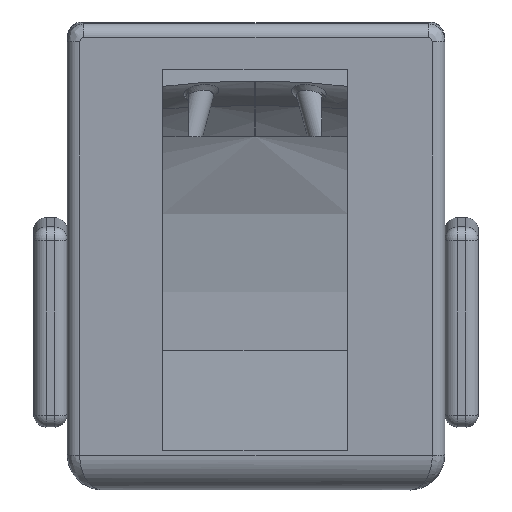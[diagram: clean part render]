
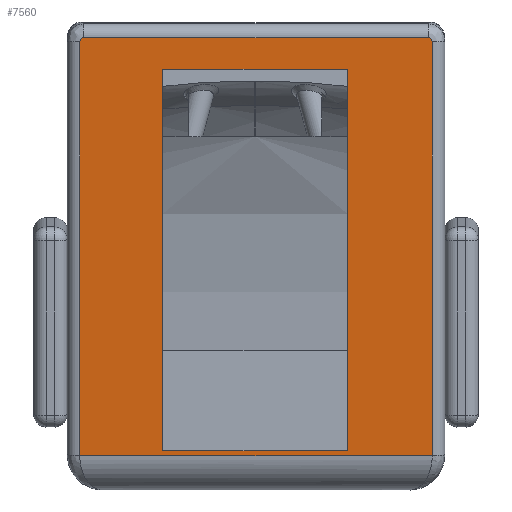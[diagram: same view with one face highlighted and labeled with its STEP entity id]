
A CAD part, front view. The second image highlights one B-rep face of the part: STEP entity #7560.
In plain terms, the highlighted planar face has unit normal (0, -0.996, -0.087).
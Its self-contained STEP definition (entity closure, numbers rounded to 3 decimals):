
#415=B_SPLINE_CURVE_WITH_KNOTS('',3,(#14313,#14314,#14315,#14316,#14317,
#14318),.UNSPECIFIED.,.F.,.F.,(4,2,4),(-2.2,-1.1,0.),.UNSPECIFIED.);
#722=FACE_BOUND('',#2835,.T.);
#829=PLANE('',#7902);
#1328=LINE('',#14299,#1884);
#1329=LINE('',#14301,#1885);
#1330=LINE('',#14303,#1886);
#1331=LINE('',#14307,#1887);
#1332=LINE('',#14311,#1888);
#1333=LINE('',#14320,#1889);
#1334=LINE('',#14321,#1890);
#1884=VECTOR('',#8969,10.);
#1885=VECTOR('',#8970,10.);
#1886=VECTOR('',#8971,10.);
#1887=VECTOR('',#8974,10.);
#1888=VECTOR('',#8977,10.);
#1889=VECTOR('',#8978,10.);
#1890=VECTOR('',#8979,10.);
#2378=FACE_OUTER_BOUND('',#2834,.T.);
#2834=EDGE_LOOP('',(#6704,#6705,#6706,#6707,#6708,#6709));
#2835=EDGE_LOOP('',(#6710,#6711,#6712,#6713));
#3021=CIRCLE('',#7903,0.5);
#3022=CIRCLE('',#7904,0.5);
#3665=VERTEX_POINT('',#14297);
#3666=VERTEX_POINT('',#14298);
#3667=VERTEX_POINT('',#14300);
#3668=VERTEX_POINT('',#14302);
#3669=VERTEX_POINT('',#14304);
#3670=VERTEX_POINT('',#14306);
#3671=VERTEX_POINT('',#14309);
#3672=VERTEX_POINT('',#14310);
#3673=VERTEX_POINT('',#14312);
#3674=VERTEX_POINT('',#14319);
#4698=EDGE_CURVE('',#3665,#3666,#1328,.T.);
#4699=EDGE_CURVE('',#3667,#3665,#1329,.T.);
#4700=EDGE_CURVE('',#3668,#3667,#1330,.T.);
#4701=EDGE_CURVE('',#3669,#3668,#3021,.T.);
#4702=EDGE_CURVE('',#3670,#3669,#1331,.T.);
#4703=EDGE_CURVE('',#3666,#3670,#3022,.T.);
#4704=EDGE_CURVE('',#3671,#3672,#1332,.T.);
#4705=EDGE_CURVE('',#3673,#3671,#415,.T.);
#4706=EDGE_CURVE('',#3674,#3673,#1333,.T.);
#4707=EDGE_CURVE('',#3674,#3672,#1334,.T.);
#6704=ORIENTED_EDGE('',*,*,#4698,.F.);
#6705=ORIENTED_EDGE('',*,*,#4699,.F.);
#6706=ORIENTED_EDGE('',*,*,#4700,.F.);
#6707=ORIENTED_EDGE('',*,*,#4701,.F.);
#6708=ORIENTED_EDGE('',*,*,#4702,.F.);
#6709=ORIENTED_EDGE('',*,*,#4703,.F.);
#6710=ORIENTED_EDGE('',*,*,#4704,.F.);
#6711=ORIENTED_EDGE('',*,*,#4705,.F.);
#6712=ORIENTED_EDGE('',*,*,#4706,.F.);
#6713=ORIENTED_EDGE('',*,*,#4707,.T.);
#7560=ADVANCED_FACE('',(#2378,#722),#829,.F.);
#7902=AXIS2_PLACEMENT_3D('',#14296,#8967,#8968);
#7903=AXIS2_PLACEMENT_3D('',#14305,#8972,#8973);
#7904=AXIS2_PLACEMENT_3D('',#14308,#8975,#8976);
#8967=DIRECTION('center_axis',(0.,0.996,0.087));
#8968=DIRECTION('ref_axis',(-1.,0.,0.));
#8969=DIRECTION('',(0.,-0.087,0.996));
#8970=DIRECTION('',(-1.,0.,0.));
#8971=DIRECTION('',(0.,0.087,-0.996));
#8972=DIRECTION('center_axis',(0.,0.996,0.087));
#8973=DIRECTION('ref_axis',(0.707,-0.062,0.704));
#8974=DIRECTION('',(1.,0.,0.));
#8975=DIRECTION('center_axis',(0.,0.996,0.087));
#8976=DIRECTION('ref_axis',(-0.707,-0.062,0.704));
#8977=DIRECTION('',(0.,0.087,-0.996));
#8978=DIRECTION('',(0.,-0.087,0.996));
#8979=DIRECTION('',(-1.,0.,0.));
#14296=CARTESIAN_POINT('Origin',(0.084,29.499,-4.605));
#14297=CARTESIAN_POINT('',(-20.916,31.547,-28.016));
#14298=CARTESIAN_POINT('',(-20.916,27.233,21.296));
#14299=CARTESIAN_POINT('',(-20.916,30.719,-18.552));
#14300=CARTESIAN_POINT('',(21.084,31.547,-28.016));
#14301=CARTESIAN_POINT('',(11.334,31.547,-28.016));
#14302=CARTESIAN_POINT('',(21.084,27.233,21.296));
#14303=CARTESIAN_POINT('',(21.084,28.279,9.342));
#14304=CARTESIAN_POINT('',(20.584,27.19,21.794));
#14305=CARTESIAN_POINT('Origin',(20.584,27.233,21.296));
#14306=CARTESIAN_POINT('',(-20.416,27.19,21.794));
#14307=CARTESIAN_POINT('',(-11.166,27.19,21.794));
#14308=CARTESIAN_POINT('Origin',(-20.416,27.233,21.296));
#14309=CARTESIAN_POINT('',(-11.031,28.838,2.958));
#14310=CARTESIAN_POINT('',(-11.031,31.499,-27.466));
#14311=CARTESIAN_POINT('',(-11.031,28.519,6.596));
#14312=CARTESIAN_POINT('',(10.969,28.838,2.958));
#14313=CARTESIAN_POINT('Ctrl Pts',(10.969,28.838,2.958));
#14314=CARTESIAN_POINT('Ctrl Pts',(7.302,28.838,2.958));
#14315=CARTESIAN_POINT('Ctrl Pts',(3.636,28.838,2.958));
#14316=CARTESIAN_POINT('Ctrl Pts',(-3.698,28.838,2.958));
#14317=CARTESIAN_POINT('Ctrl Pts',(-7.364,28.838,2.958));
#14318=CARTESIAN_POINT('Ctrl Pts',(-11.031,28.838,2.958));
#14319=CARTESIAN_POINT('',(10.969,31.499,-27.466));
#14320=CARTESIAN_POINT('',(10.969,28.519,6.596));
#14321=CARTESIAN_POINT('',(-11.031,31.499,-27.466));
